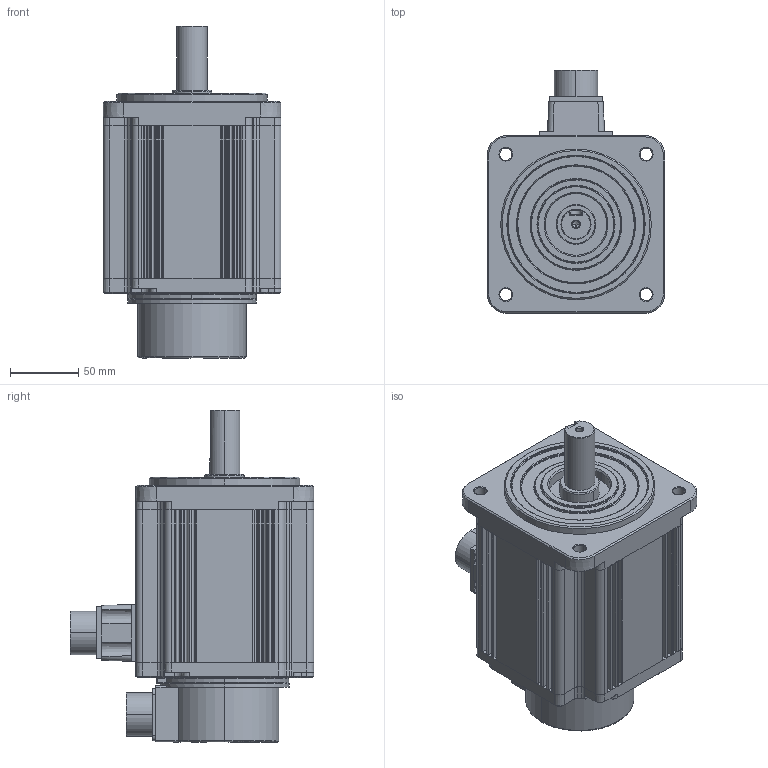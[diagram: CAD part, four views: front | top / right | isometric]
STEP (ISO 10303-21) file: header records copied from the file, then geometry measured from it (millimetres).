
FILE_DESCRIPTION (( 'STEP AP214' ), '1' );
FILE_NAME ('SV2L-420N r1.STEP', '2023-02-22T12:19:49', ( '' ), ( '' ), 'SwSTEP 2.0', 'SolidWorks 2021', '' );
FILE_SCHEMA (( 'AUTOMOTIVE_DESIGN' ));
Length unit declared in the file: inch
Products named in the file (1): SV2L-420N r1
Bounding box: 130 x 177.75 x 242.5 mm (x, y, z)
Volume: 2493782.6 mm3; surface area: 154331.8 mm2
Topology: 1 solids, 1 shells, 586 faces, 1412 edges, 836 vertices
Faces by surface type: plane 270, cylinder 156, cone 116, torus 33, sphere 6, bspline 5
Entity records: 20141 total; most frequent: CARTESIAN_POINT 6458, DIRECTION 2934, ORIENTED_EDGE 2808, EDGE_CURVE 1404, AXIS2_PLACEMENT_3D 1064, VERTEX_POINT 835, LINE 806, VECTOR 806
